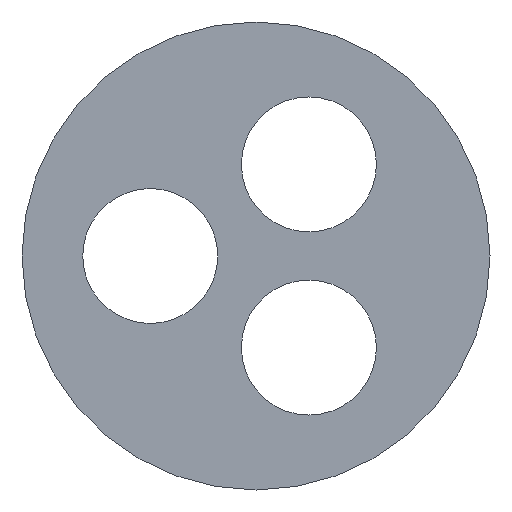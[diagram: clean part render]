
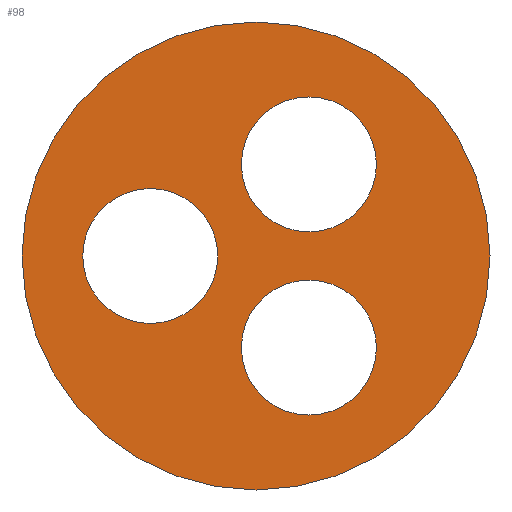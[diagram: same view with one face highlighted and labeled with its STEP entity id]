
A CAD part, left-side view. The second image highlights one B-rep face of the part: STEP entity #98.
In plain terms, the highlighted planar face has unit normal (-1, 0, 0).
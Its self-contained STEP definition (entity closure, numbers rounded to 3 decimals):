
#98 = ADVANCED_FACE( '', ( #208, #209, #210, #211 ), #212, .F. );
#208 = FACE_BOUND( '', #323, .T. );
#209 = FACE_BOUND( '', #324, .T. );
#210 = FACE_BOUND( '', #325, .T. );
#211 = FACE_OUTER_BOUND( '', #326, .T. );
#212 = PLANE( '', #327 );
#323 = EDGE_LOOP( '', ( #563 ) );
#324 = EDGE_LOOP( '', ( #564 ) );
#325 = EDGE_LOOP( '', ( #565 ) );
#326 = EDGE_LOOP( '', ( #566 ) );
#327 = AXIS2_PLACEMENT_3D( '', #567, #568, #569 );
#563 = ORIENTED_EDGE( '', *, *, #736, .T. );
#564 = ORIENTED_EDGE( '', *, *, #731, .T. );
#565 = ORIENTED_EDGE( '', *, *, #745, .T. );
#566 = ORIENTED_EDGE( '', *, *, #714, .F. );
#567 = CARTESIAN_POINT( '', ( 0., 0., 0. ) );
#568 = DIRECTION( '', ( 1., 0., 0. ) );
#569 = DIRECTION( '', ( 0., 0., -1. ) );
#714 = EDGE_CURVE( '', #873, #873, #874, .T. );
#731 = EDGE_CURVE( '', #896, #896, #897, .T. );
#736 = EDGE_CURVE( '', #902, #902, #903, .T. );
#745 = EDGE_CURVE( '', #912, #912, #913, .T. );
#873 = VERTEX_POINT( '', #1077 );
#874 = CIRCLE( '', #1078, 10.4 );
#896 = VERTEX_POINT( '', #1108 );
#897 = CIRCLE( '', #1109, 3. );
#902 = VERTEX_POINT( '', #1115 );
#903 = CIRCLE( '', #1116, 3. );
#912 = VERTEX_POINT( '', #1128 );
#913 = CIRCLE( '', #1129, 3. );
#1077 = CARTESIAN_POINT( '', ( 0., 0., -10.4 ) );
#1078 = AXIS2_PLACEMENT_3D( '', #1247, #1248, #1249 );
#1108 = CARTESIAN_POINT( '', ( 0., 4.7, -3. ) );
#1109 = AXIS2_PLACEMENT_3D( '', #1267, #1268, #1269 );
#1115 = CARTESIAN_POINT( '', ( 0., -2.35, 1.07 ) );
#1116 = AXIS2_PLACEMENT_3D( '', #1271, #1272, #1273 );
#1128 = CARTESIAN_POINT( '', ( 0., -2.35, -7.07 ) );
#1129 = AXIS2_PLACEMENT_3D( '', #1277, #1278, #1279 );
#1247 = CARTESIAN_POINT( '', ( 0., 0., 0. ) );
#1248 = DIRECTION( '', ( 1., 0., 0. ) );
#1249 = DIRECTION( '', ( 0., 0., -1. ) );
#1267 = CARTESIAN_POINT( '', ( 0., 4.7, 0. ) );
#1268 = DIRECTION( '', ( 1., 0., 0. ) );
#1269 = DIRECTION( '', ( 0., 0., -1. ) );
#1271 = CARTESIAN_POINT( '', ( 0., -2.35, 4.07 ) );
#1272 = DIRECTION( '', ( 1., 0., 0. ) );
#1273 = DIRECTION( '', ( 0., 0., -1. ) );
#1277 = CARTESIAN_POINT( '', ( 0., -2.35, -4.07 ) );
#1278 = DIRECTION( '', ( 1., 0., 0. ) );
#1279 = DIRECTION( '', ( 0., 0., -1. ) );
